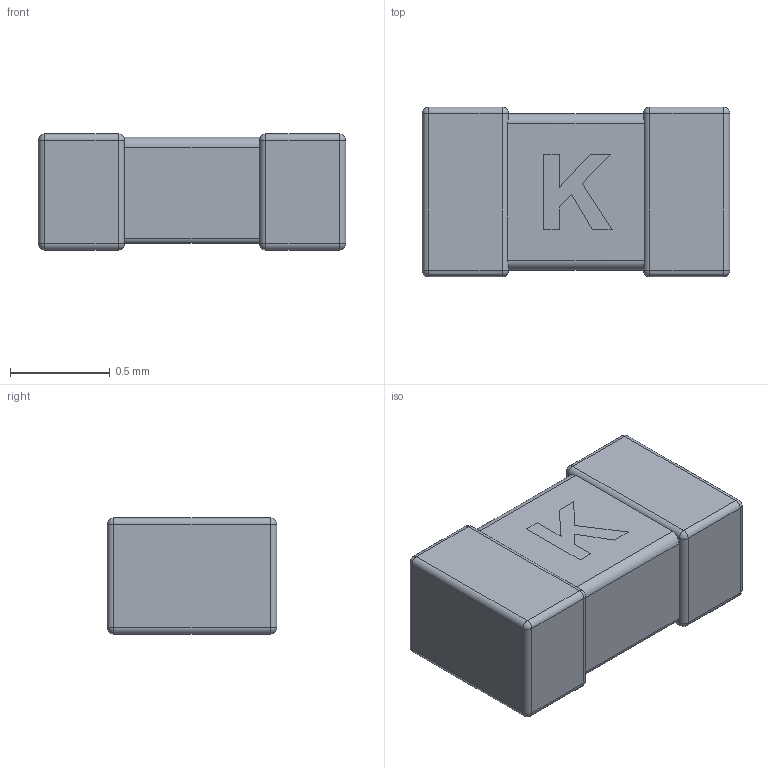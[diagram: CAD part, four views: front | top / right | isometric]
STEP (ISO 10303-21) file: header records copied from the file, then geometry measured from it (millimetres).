
FILE_DESCRIPTION(/* description */ (''),/* implementation_level */ '2;1');
FILE_NAME(/* name */ 'FUSE 0603_1608 0.5MM.step',/* time_stamp */ '2020-05-13T19:55:18+01:00',/* author */ (''),/* organization */ (''),/* preprocessor_version */ 'ST-DEVELOPER v18.1',/* originating_system */ 'Autodesk Translation Framework v9.2.0.1227',/* authorisation */ '');
FILE_SCHEMA (('AUTOMOTIVE_DESIGN { 1 0 10303 214 3 1 1 }'));
Length unit declared in the file: millimetre
Products named in the file (1): FUSE 0603_1608 0.5MM
Bounding box: 1.54 x 0.85 x 0.58 mm (x, y, z)
Volume: 0.7 mm3; surface area: 5.2 mm2
Topology: 1 solids, 1 shells, 61 faces, 138 edges, 80 vertices
Faces by surface type: cylinder 28, plane 17, sphere 16
Entity records: 1755 total; most frequent: DIRECTION 314, CARTESIAN_POINT 300, ORIENTED_EDGE 276, EDGE_CURVE 138, AXIS2_PLACEMENT_3D 118, VERTEX_POINT 80, LINE 78, VECTOR 78
